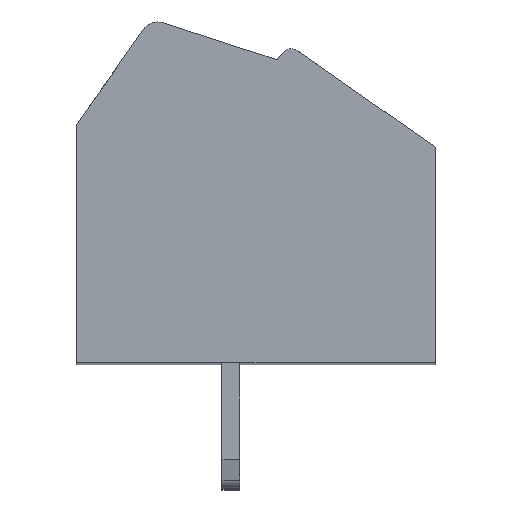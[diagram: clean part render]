
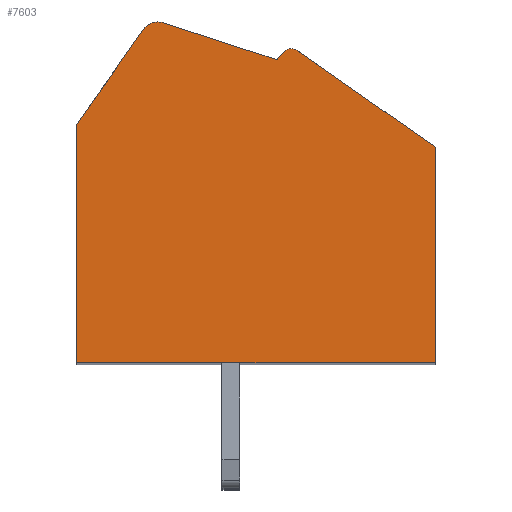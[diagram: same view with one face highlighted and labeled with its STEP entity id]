
A CAD part, top view. The second image highlights one B-rep face of the part: STEP entity #7603.
In plain terms, the highlighted planar face has unit normal (0, 0, 1).
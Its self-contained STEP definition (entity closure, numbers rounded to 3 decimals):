
#681=DIRECTION('',(-0.951,0.309,0.));
#682=VECTOR('',#681,3.333);
#683=CARTESIAN_POINT('',(0.588,3.695,1.75));
#684=LINE('',#683,#682);
#685=DIRECTION('',(-0.638,-0.77,0.));
#686=VECTOR('',#685,0.262);
#687=CARTESIAN_POINT('',(0.755,3.897,1.75));
#688=LINE('',#687,#686);
#689=CARTESIAN_POINT('',(0.986,3.706,1.75));
#690=DIRECTION('',(0.,0.,1.));
#691=DIRECTION('',(0.574,0.819,0.));
#692=AXIS2_PLACEMENT_3D('',#689,#690,#691);
#694=DIRECTION('',(-0.819,0.574,0.));
#695=VECTOR('',#694,4.691);
#696=CARTESIAN_POINT('',(5.,1.261,1.75));
#697=LINE('',#696,#695);
#698=DIRECTION('',(0.,1.,0.));
#699=VECTOR('',#698,6.011);
#700=CARTESIAN_POINT('',(5.,-4.75,1.75));
#701=LINE('',#700,#699);
#702=DIRECTION('',(1.,0.,0.));
#703=VECTOR('',#702,10.);
#704=CARTESIAN_POINT('',(-5.,-4.75,1.75));
#705=LINE('',#704,#703);
#706=DIRECTION('',(0.,-1.,0.));
#707=VECTOR('',#706,6.64);
#708=CARTESIAN_POINT('',(-5.,1.89,1.75));
#709=LINE('',#708,#707);
#710=DIRECTION('',(-0.574,-0.819,0.));
#711=VECTOR('',#710,3.231);
#712=CARTESIAN_POINT('',(-3.147,4.537,1.75));
#713=LINE('',#712,#711);
#714=CARTESIAN_POINT('',(-2.737,4.25,1.75));
#715=DIRECTION('',(0.,0.,1.));
#716=DIRECTION('',(0.309,0.951,0.));
#717=AXIS2_PLACEMENT_3D('',#714,#715,#716);
#5399=CARTESIAN_POINT('',(0.588,3.695,1.75));
#5400=CARTESIAN_POINT('',(-2.583,4.726,1.75));
#5401=VERTEX_POINT('',#5399);
#5402=VERTEX_POINT('',#5400);
#5403=CARTESIAN_POINT('',(-3.147,4.537,1.75));
#5404=VERTEX_POINT('',#5403);
#5405=CARTESIAN_POINT('',(-5.,1.89,1.75));
#5406=VERTEX_POINT('',#5405);
#5407=CARTESIAN_POINT('',(-5.,-4.75,1.75));
#5408=VERTEX_POINT('',#5407);
#5409=CARTESIAN_POINT('',(5.,-4.75,1.75));
#5410=VERTEX_POINT('',#5409);
#5411=CARTESIAN_POINT('',(5.,1.261,1.75));
#5412=VERTEX_POINT('',#5411);
#5413=CARTESIAN_POINT('',(1.158,3.951,1.75));
#5414=VERTEX_POINT('',#5413);
#5415=CARTESIAN_POINT('',(0.755,3.897,1.75));
#5416=VERTEX_POINT('',#5415);
#7587=CARTESIAN_POINT('',(0.,0.,1.75));
#7588=DIRECTION('',(0.,0.,1.));
#7589=DIRECTION('',(1.,0.,0.));
#7590=AXIS2_PLACEMENT_3D('',#7587,#7588,#7589);
#7591=PLANE('',#7590);
#7592=ORIENTED_EDGE('',*,*,#7055,.F.);
#7593=ORIENTED_EDGE('',*,*,#7070,.F.);
#7594=ORIENTED_EDGE('',*,*,#7084,.F.);
#7595=ORIENTED_EDGE('',*,*,#7098,.F.);
#7596=ORIENTED_EDGE('',*,*,#7202,.F.);
#7597=ORIENTED_EDGE('',*,*,#7306,.F.);
#7598=ORIENTED_EDGE('',*,*,#7410,.F.);
#7599=ORIENTED_EDGE('',*,*,#7514,.F.);
#7600=ORIENTED_EDGE('',*,*,#7581,.F.);
#7601=EDGE_LOOP('',(#7592,#7593,#7594,#7595,#7596,#7597,#7598,#7599,#7600));
#7602=FACE_OUTER_BOUND('',#7601,.F.);
#693=CIRCLE('',#692,0.3);
#718=CIRCLE('',#717,0.5);
#7055=EDGE_CURVE('',#5401,#5402,#684,.T.);
#7070=EDGE_CURVE('',#5416,#5401,#688,.T.);
#7084=EDGE_CURVE('',#5414,#5416,#693,.T.);
#7098=EDGE_CURVE('',#5412,#5414,#697,.T.);
#7202=EDGE_CURVE('',#5410,#5412,#701,.T.);
#7306=EDGE_CURVE('',#5408,#5410,#705,.T.);
#7410=EDGE_CURVE('',#5406,#5408,#709,.T.);
#7514=EDGE_CURVE('',#5404,#5406,#713,.T.);
#7581=EDGE_CURVE('',#5402,#5404,#718,.T.);
#7603=ADVANCED_FACE('',(#7602),#7591,.T.);
